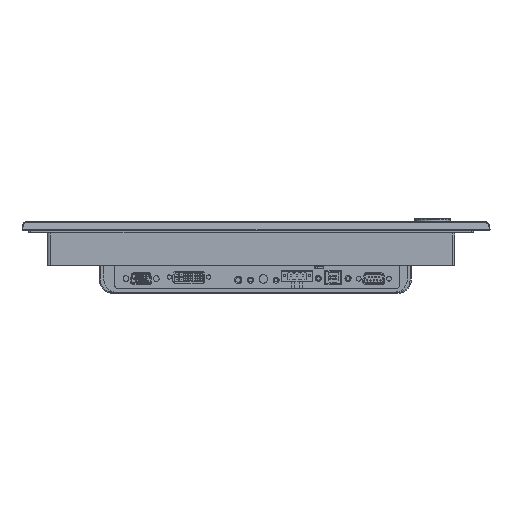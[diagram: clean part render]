
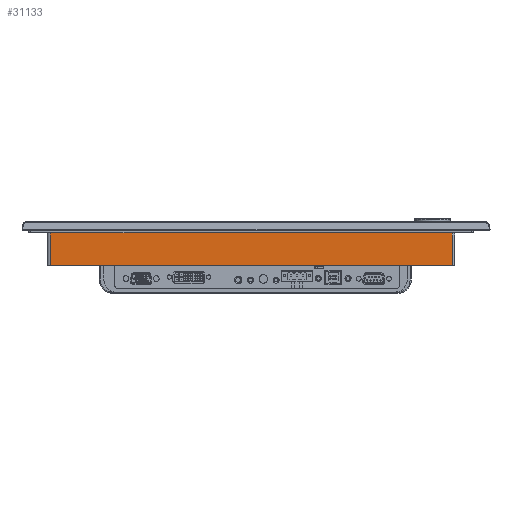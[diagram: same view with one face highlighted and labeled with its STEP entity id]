
A CAD part, left-side view. The second image highlights one B-rep face of the part: STEP entity #31133.
In plain terms, the highlighted planar face has unit normal (-1, 0, 0).
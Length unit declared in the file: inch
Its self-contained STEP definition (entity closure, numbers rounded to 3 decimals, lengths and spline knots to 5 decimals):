
#162 = CARTESIAN_POINT ( 'NONE',  ( -8.77791, -0.00002, 0.03937 ) ) ;
#194 = EDGE_CURVE ( 'NONE', #11213, #47075, #52752, .T. ) ;
#2064 = LINE ( 'NONE', #27621, #2688 ) ;
#2425 = CARTESIAN_POINT ( 'NONE',  ( -8.77791, 6.50626, 0.03937 ) ) ;
#2688 = VECTOR ( 'NONE', #40455, 39.37008 ) ;
#4076 = VERTEX_POINT ( 'NONE', #2425 ) ;
#5221 = FACE_OUTER_BOUND ( 'NONE', #46956, .T. ) ;
#8097 = ORIENTED_EDGE ( 'NONE', *, *, #29747, .T. ) ;
#10442 = ORIENTED_EDGE ( 'NONE', *, *, #18600, .F. ) ;
#11213 = VERTEX_POINT ( 'NONE', #48669 ) ;
#12702 = CARTESIAN_POINT ( 'NONE',  ( -8.77791, -6.50629, -1.14173 ) ) ;
#15473 = DIRECTION ( 'NONE',  ( 0., -1., 0. ) ) ;
#15859 = CARTESIAN_POINT ( 'NONE',  ( -8.77791, -6.50629, -1.14173 ) ) ;
#16771 = VECTOR ( 'NONE', #42132, 39.37008 ) ;
#18600 = EDGE_CURVE ( 'NONE', #26510, #4076, #2064, .T. ) ;
#19260 = CARTESIAN_POINT ( 'NONE',  ( -8.77791, 6.50626, -1.14173 ) ) ;
#21150 = VECTOR ( 'NONE', #15473, 39.37008 ) ;
#24908 = DIRECTION ( 'NONE',  ( 0., -1., 0. ) ) ;
#26510 = VERTEX_POINT ( 'NONE', #53197 ) ;
#27097 = EDGE_CURVE ( 'NONE', #4076, #11213, #46308, .T. ) ;
#27621 = CARTESIAN_POINT ( 'NONE',  ( -8.77791, 6.50626, -1.14173 ) ) ;
#29747 = EDGE_CURVE ( 'NONE', #26510, #47075, #44711, .T. ) ;
#30325 = ORIENTED_EDGE ( 'NONE', *, *, #194, .F. ) ;
#30397 = PLANE ( 'NONE',  #33269 ) ;
#31133 = ADVANCED_FACE ( 'NONE', ( #5221 ), #30397, .F. ) ;
#33269 = AXIS2_PLACEMENT_3D ( 'NONE', #19260, #47953, #39350 ) ;
#35166 = VECTOR ( 'NONE', #24908, 39.37008 ) ;
#39350 = DIRECTION ( 'NONE',  ( 0., 0., -1. ) ) ;
#40455 = DIRECTION ( 'NONE',  ( 0., 0., 1. ) ) ;
#42132 = DIRECTION ( 'NONE',  ( 0., 0., -1. ) ) ;
#44711 = LINE ( 'NONE', #49265, #21150 ) ;
#46308 = LINE ( 'NONE', #162, #35166 ) ;
#46956 = EDGE_LOOP ( 'NONE', ( #47717, #10442, #8097, #30325 ) ) ;
#47075 = VERTEX_POINT ( 'NONE', #15859 ) ;
#47717 = ORIENTED_EDGE ( 'NONE', *, *, #27097, .F. ) ;
#47953 = DIRECTION ( 'NONE',  ( 1., 0., 0. ) ) ;
#48669 = CARTESIAN_POINT ( 'NONE',  ( -8.77791, -6.50629, 0.03937 ) ) ;
#49265 = CARTESIAN_POINT ( 'NONE',  ( -8.77791, -0.00002, -1.14173 ) ) ;
#52752 = LINE ( 'NONE', #12702, #16771 ) ;
#53197 = CARTESIAN_POINT ( 'NONE',  ( -8.77791, 6.50626, -1.14173 ) ) ;
